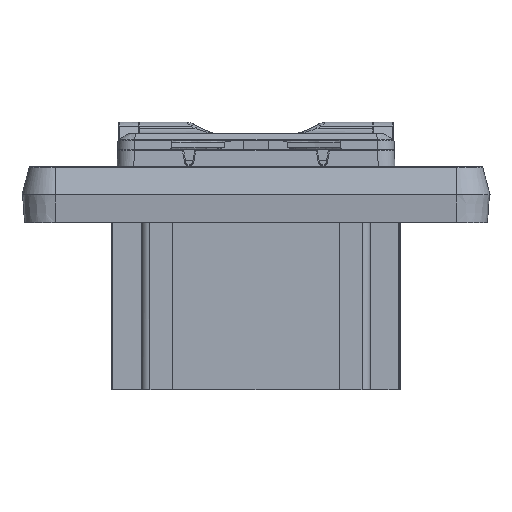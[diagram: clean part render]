
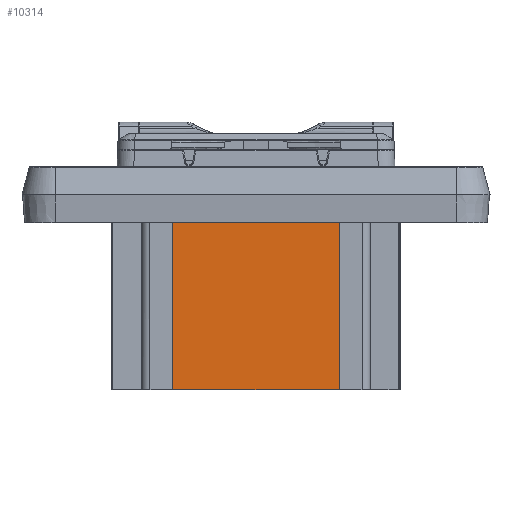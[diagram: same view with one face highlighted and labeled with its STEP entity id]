
A CAD part, front view. The second image highlights one B-rep face of the part: STEP entity #10314.
In plain terms, the highlighted planar face has unit normal (0, -1, 0).
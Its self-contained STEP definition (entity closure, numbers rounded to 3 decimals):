
#876 = CARTESIAN_POINT ( 'NONE',  ( 14.948, -22.275, -10. ) ) ;
#1651 = CARTESIAN_POINT ( 'NONE',  ( 14.948, -22.275, -30. ) ) ;
#2107 = CARTESIAN_POINT ( 'NONE',  ( 14.948, -22.275, -30. ) ) ;
#3150 = PLANE ( 'NONE',  #4147 ) ;
#3476 = CARTESIAN_POINT ( 'NONE',  ( 4.983, -22.275, -30. ) ) ;
#4072 = CARTESIAN_POINT ( 'NONE',  ( 14.948, -22.275, 0. ) ) ;
#4132 = CARTESIAN_POINT ( 'NONE',  ( -14.948, -22.275, -30. ) ) ;
#4147 = AXIS2_PLACEMENT_3D ( 'NONE', #19775, #10667, #10790 ) ;
#5827 = CARTESIAN_POINT ( 'NONE',  ( -14.948, -22.275, -30. ) ) ;
#5830 = CARTESIAN_POINT ( 'NONE',  ( -4.983, -22.275, 0. ) ) ;
#6183 = B_SPLINE_CURVE_WITH_KNOTS ( 'NONE', 3,
 ( #19008, #20856, #5830, #19255 ),
 .UNSPECIFIED., .F., .F.,
 ( 4, 4 ),
 ( 0., 1. ),
 .UNSPECIFIED. ) ;
#6575 = VERTEX_POINT ( 'NONE', #5827 ) ;
#7117 = EDGE_LOOP ( 'NONE', ( #18611, #16929, #14331, #10771 ) ) ;
#8418 = EDGE_CURVE ( 'NONE', #9714, #9370, #6183, .T. ) ;
#8573 = FACE_OUTER_BOUND ( 'NONE', #7117, .T. ) ;
#9370 = VERTEX_POINT ( 'NONE', #11643 ) ;
#9395 = EDGE_CURVE ( 'NONE', #9370, #6575, #12903, .T. ) ;
#9663 = CARTESIAN_POINT ( 'NONE',  ( -14.948, -22.275, -10. ) ) ;
#9714 = VERTEX_POINT ( 'NONE', #4072 ) ;
#10314 = ADVANCED_FACE ( 'NONE', ( #8573 ), #3150, .T. ) ;
#10667 = DIRECTION ( 'NONE',  ( 0., -1., 0. ) ) ;
#10771 = ORIENTED_EDGE ( 'NONE', *, *, #9395, .T. ) ;
#10790 = DIRECTION ( 'NONE',  ( 0., 0., -1. ) ) ;
#11643 = CARTESIAN_POINT ( 'NONE',  ( -14.948, -22.275, 0. ) ) ;
#12903 = B_SPLINE_CURVE_WITH_KNOTS ( 'NONE', 3,
 ( #17166, #9663, #13248, #4132 ),
 .UNSPECIFIED., .F., .F.,
 ( 4, 4 ),
 ( 0., 1. ),
 .UNSPECIFIED. ) ;
#13169 = B_SPLINE_CURVE_WITH_KNOTS ( 'NONE', 3,
 ( #16379, #23891, #876, #23521 ),
 .UNSPECIFIED., .F., .F.,
 ( 4, 4 ),
 ( 0., 1. ),
 .UNSPECIFIED. ) ;
#13248 = CARTESIAN_POINT ( 'NONE',  ( -14.948, -22.275, -20. ) ) ;
#14331 = ORIENTED_EDGE ( 'NONE', *, *, #8418, .T. ) ;
#14579 = VERTEX_POINT ( 'NONE', #1651 ) ;
#16299 = B_SPLINE_CURVE_WITH_KNOTS ( 'NONE', 3,
 ( #18973, #24157, #3476, #2107 ),
 .UNSPECIFIED., .F., .F.,
 ( 4, 4 ),
 ( 0., 1. ),
 .UNSPECIFIED. ) ;
#16379 = CARTESIAN_POINT ( 'NONE',  ( 14.948, -22.275, -30. ) ) ;
#16929 = ORIENTED_EDGE ( 'NONE', *, *, #17723, .T. ) ;
#17166 = CARTESIAN_POINT ( 'NONE',  ( -14.948, -22.275, 0. ) ) ;
#17723 = EDGE_CURVE ( 'NONE', #14579, #9714, #13169, .T. ) ;
#18611 = ORIENTED_EDGE ( 'NONE', *, *, #19493, .T. ) ;
#18973 = CARTESIAN_POINT ( 'NONE',  ( -14.948, -22.275, -30. ) ) ;
#19008 = CARTESIAN_POINT ( 'NONE',  ( 14.948, -22.275, 0. ) ) ;
#19255 = CARTESIAN_POINT ( 'NONE',  ( -14.948, -22.275, 0. ) ) ;
#19493 = EDGE_CURVE ( 'NONE', #6575, #14579, #16299, .T. ) ;
#19775 = CARTESIAN_POINT ( 'NONE',  ( 14.948, -22.275, 0. ) ) ;
#20856 = CARTESIAN_POINT ( 'NONE',  ( 4.983, -22.275, 0. ) ) ;
#23521 = CARTESIAN_POINT ( 'NONE',  ( 14.948, -22.275, 0. ) ) ;
#23891 = CARTESIAN_POINT ( 'NONE',  ( 14.948, -22.275, -20. ) ) ;
#24157 = CARTESIAN_POINT ( 'NONE',  ( -4.983, -22.275, -30. ) ) ;
